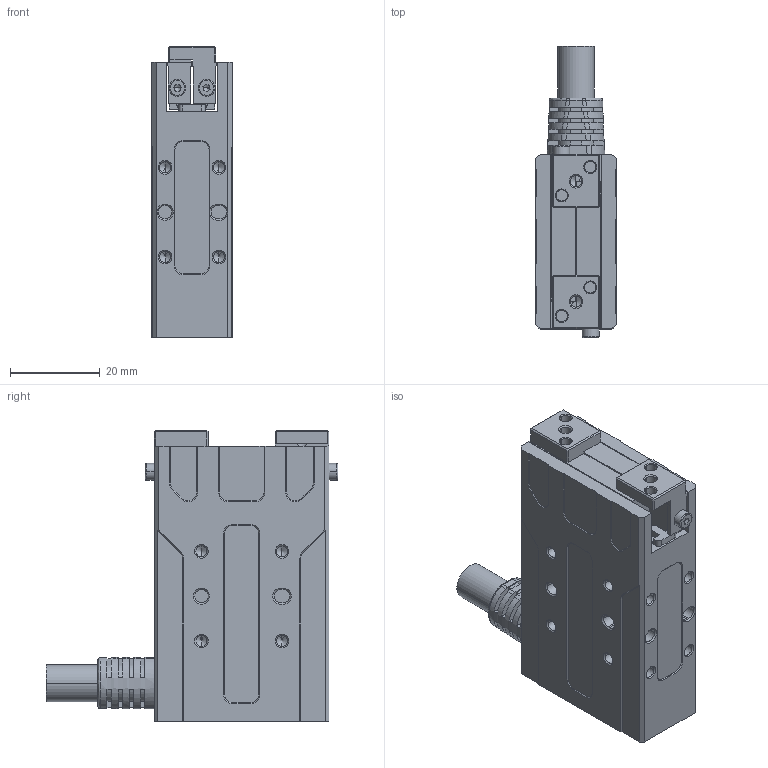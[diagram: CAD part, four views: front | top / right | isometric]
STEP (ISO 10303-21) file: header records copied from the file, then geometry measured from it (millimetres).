
FILE_DESCRIPTION (( 'STEP AP203' ), '1' );
FILE_NAME ('PGE2_20210528.STEP', '2021-05-26T11:46:12', ( '123' ), ( '' ), 'SwSTEP 2.0', 'SolidWorks 2016', '' );
FILE_SCHEMA (( 'CONFIG_CONTROL_DESIGN' ));
Length unit declared in the file: millimetre
Products named in the file (3): FINGER; PGE2_20210528; BODY
Assembly tree (3 placements, depth 2):
  PGE2_20210528
    BODY
    FINGER  x2
Bounding box: 18 x 65.2 x 65 mm (x, y, z)
Volume: 41218.4 mm3; surface area: 15657.1 mm2
Topology: 3 solids, 11 shells, 842 faces, 2271 edges, 1446 vertices
Faces by surface type: plane 424, cylinder 217, cone 166, bspline 27, torus 8
Entity records: 23524 total; most frequent: CARTESIAN_POINT 4817, DIRECTION 3908, ORIENTED_EDGE 3854, EDGE_CURVE 1927, AXIS2_PLACEMENT_3D 1385, VERTEX_POINT 1266, VECTOR 1138, LINE 1138
